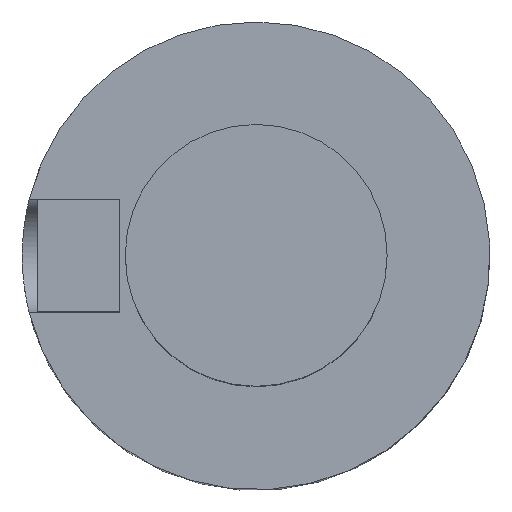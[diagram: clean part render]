
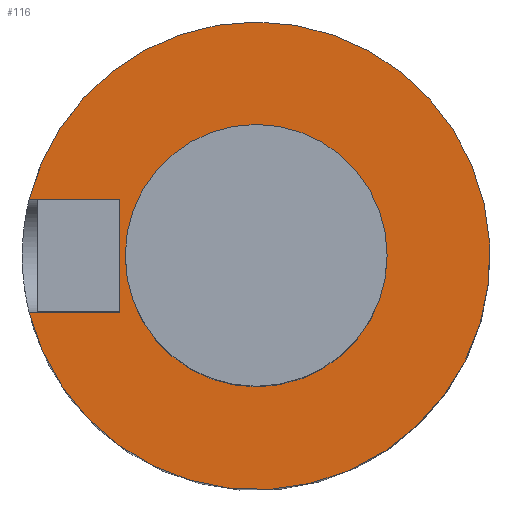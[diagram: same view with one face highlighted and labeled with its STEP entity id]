
A CAD part, top view. The second image highlights one B-rep face of the part: STEP entity #116.
In plain terms, the highlighted planar face has unit normal (0, 0, 1).
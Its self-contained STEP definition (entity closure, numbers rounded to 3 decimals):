
#63=FACE_OUTER_BOUND('',#162,.T.);
#76=LINE('',#469,#95);
#79=LINE('',#478,#98);
#80=LINE('',#480,#99);
#95=VECTOR('',#385,1.);
#98=VECTOR('',#392,1.);
#99=VECTOR('',#393,1.);
#116=ADVANCED_FACE('',(#63),#136,.F.);
#136=PLANE('',#346);
#162=EDGE_LOOP('',(#191,#192,#193,#194));
#191=ORIENTED_EDGE('',*,*,#276,.F.);
#192=ORIENTED_EDGE('',*,*,#272,.F.);
#193=ORIENTED_EDGE('',*,*,#277,.T.);
#194=ORIENTED_EDGE('',*,*,#278,.F.);
#249=VERTEX_POINT('',#470);
#250=VERTEX_POINT('',#471);
#253=VERTEX_POINT('',#479);
#254=VERTEX_POINT('',#481);
#272=EDGE_CURVE('',#249,#250,#76,.T.);
#276=EDGE_CURVE('',#250,#253,#79,.T.);
#277=EDGE_CURVE('',#249,#254,#80,.T.);
#278=EDGE_CURVE('',#253,#254,#304,.T.);
#304=CIRCLE('',#345,12.5);
#345=AXIS2_PLACEMENT_3D('',#482,#394,#395);
#346=AXIS2_PLACEMENT_3D('',#483,#396,#397);
#385=DIRECTION('',(0.,1.,0.));
#392=DIRECTION('',(-1.,0.,0.));
#393=DIRECTION('',(-1.,0.,0.));
#394=DIRECTION('',(0.,0.,-1.));
#395=DIRECTION('',(-1.,0.,0.));
#396=DIRECTION('',(0.,0.,-1.));
#397=DIRECTION('',(1.,0.,0.));
#469=CARTESIAN_POINT('',(-7.3,0.,0.));
#470=CARTESIAN_POINT('',(-7.3,-3.,0.));
#471=CARTESIAN_POINT('',(-7.3,3.,0.));
#478=CARTESIAN_POINT('',(0.,3.,0.));
#479=CARTESIAN_POINT('',(-12.135,3.,0.));
#480=CARTESIAN_POINT('',(-7.3,-3.,0.));
#481=CARTESIAN_POINT('',(-12.135,-3.,0.));
#482=CARTESIAN_POINT('',(0.,0.,0.));
#483=CARTESIAN_POINT('',(0.,0.,0.));
